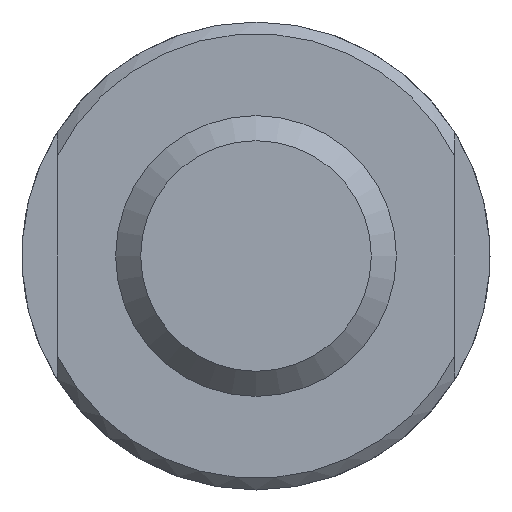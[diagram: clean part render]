
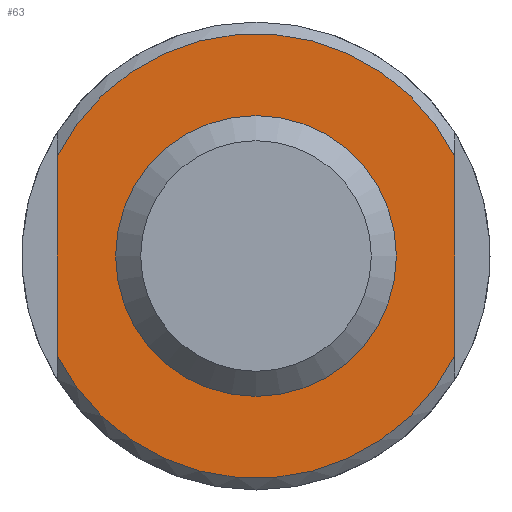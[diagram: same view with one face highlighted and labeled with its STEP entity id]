
A CAD part, front view. The second image highlights one B-rep face of the part: STEP entity #63.
In plain terms, the highlighted planar face has unit normal (0, -1, 0).
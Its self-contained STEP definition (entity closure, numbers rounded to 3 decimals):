
#63 = ADVANCED_FACE( '', ( #139, #140 ), #141, .F. );
#139 = FACE_BOUND( '', #230, .T. );
#140 = FACE_OUTER_BOUND( '', #231, .T. );
#141 = PLANE( '', #232 );
#230 = EDGE_LOOP( '', ( #337 ) );
#231 = EDGE_LOOP( '', ( #338, #339, #340, #341 ) );
#232 = AXIS2_PLACEMENT_3D( '', #342, #343, #344 );
#337 = ORIENTED_EDGE( '', *, *, #467, .F. );
#338 = ORIENTED_EDGE( '', *, *, #468, .F. );
#339 = ORIENTED_EDGE( '', *, *, #469, .T. );
#340 = ORIENTED_EDGE( '', *, *, #447, .F. );
#341 = ORIENTED_EDGE( '', *, *, #470, .T. );
#342 = CARTESIAN_POINT( '', ( 9.5, 0., 0. ) );
#343 = DIRECTION( '', ( 0., 1., 0. ) );
#344 = DIRECTION( '', ( 0., 0., 1. ) );
#447 = EDGE_CURVE( '', #505, #507, #508, .T. );
#467 = EDGE_CURVE( '', #538, #538, #539, .T. );
#468 = EDGE_CURVE( '', #540, #541, #542, .T. );
#469 = EDGE_CURVE( '', #540, #507, #543, .T. );
#470 = EDGE_CURVE( '', #505, #541, #544, .T. );
#505 = VERTEX_POINT( '', #587 );
#507 = VERTEX_POINT( '', #592 );
#508 = LINE( '', #593, #594 );
#538 = VERTEX_POINT( '', #629 );
#539 = CIRCLE( '', #630, 4.7 );
#540 = VERTEX_POINT( '', #631 );
#541 = VERTEX_POINT( '', #632 );
#542 = LINE( '', #633, #634 );
#543 = CIRCLE( '', #635, 9.5 );
#544 = CIRCLE( '', #636, 9.5 );
#587 = CARTESIAN_POINT( '', ( -8.5, 0., -4.243 ) );
#592 = CARTESIAN_POINT( '', ( -8.5, 0., 4.243 ) );
#593 = CARTESIAN_POINT( '', ( -8.5, 0., 0. ) );
#594 = VECTOR( '', #684, 1000. );
#629 = CARTESIAN_POINT( '', ( 0., 0., -4.7 ) );
#630 = AXIS2_PLACEMENT_3D( '', #714, #715, #716 );
#631 = CARTESIAN_POINT( '', ( 8.5, 0., 4.243 ) );
#632 = CARTESIAN_POINT( '', ( 8.5, 0., -4.243 ) );
#633 = CARTESIAN_POINT( '', ( 8.5, 0., 0. ) );
#634 = VECTOR( '', #717, 1000. );
#635 = AXIS2_PLACEMENT_3D( '', #718, #719, #720 );
#636 = AXIS2_PLACEMENT_3D( '', #721, #722, #723 );
#684 = DIRECTION( '', ( 0., 0., 1. ) );
#714 = CARTESIAN_POINT( '', ( 0., 0., 0. ) );
#715 = DIRECTION( '', ( 0., -1., 0. ) );
#716 = DIRECTION( '', ( 0., 0., -1. ) );
#717 = DIRECTION( '', ( 0., 0., -1. ) );
#718 = CARTESIAN_POINT( '', ( 0., 0., 0. ) );
#719 = DIRECTION( '', ( 0., -1., 0. ) );
#720 = DIRECTION( '', ( 0., 0., -1. ) );
#721 = CARTESIAN_POINT( '', ( 0., 0., 0. ) );
#722 = DIRECTION( '', ( 0., -1., 0. ) );
#723 = DIRECTION( '', ( 0., 0., -1. ) );
